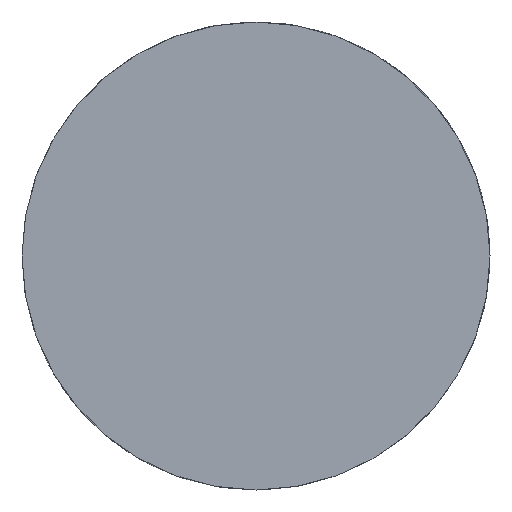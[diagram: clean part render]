
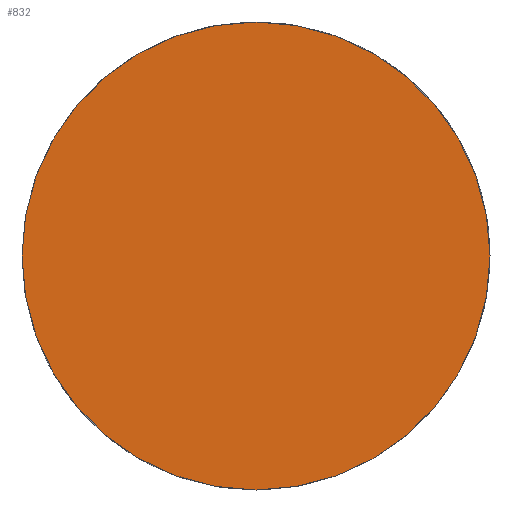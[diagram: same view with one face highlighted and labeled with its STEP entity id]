
A CAD part, front view. The second image highlights one B-rep face of the part: STEP entity #832.
In plain terms, the highlighted planar face has unit normal (0, -1, 0).
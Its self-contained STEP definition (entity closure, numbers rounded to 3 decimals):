
#36=PLANE('',#920);
#114=FACE_OUTER_BOUND('',#179,.T.);
#179=EDGE_LOOP('',(#735));
#230=CIRCLE('',#919,24.5);
#366=VERTEX_POINT('',#3700);
#489=EDGE_CURVE('',#366,#366,#230,.T.);
#735=ORIENTED_EDGE('',*,*,#489,.F.);
#832=ADVANCED_FACE('',(#114),#36,.F.);
#919=AXIS2_PLACEMENT_3D('',#3702,#1073,#1074);
#920=AXIS2_PLACEMENT_3D('',#3703,#1075,#1076);
#1073=DIRECTION('center_axis',(0.,1.,0.));
#1074=DIRECTION('ref_axis',(1.,0.,0.));
#1075=DIRECTION('center_axis',(0.,1.,0.));
#1076=DIRECTION('ref_axis',(1.,0.,0.));
#3700=CARTESIAN_POINT('',(25.5,0.,50.));
#3702=CARTESIAN_POINT('Origin',(50.,0.,50.));
#3703=CARTESIAN_POINT('Origin',(50.,0.,50.));
